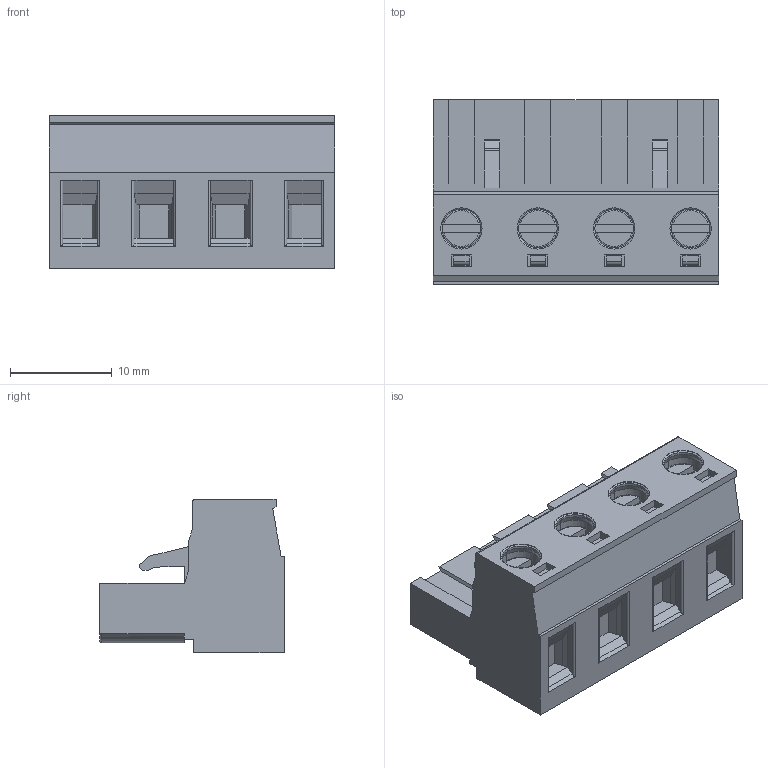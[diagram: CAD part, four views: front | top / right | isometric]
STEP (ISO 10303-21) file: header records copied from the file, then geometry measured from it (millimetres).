
FILE_DESCRIPTION((''),'2;1');
FILE_NAME('WJ2EDGK-750-4P','2017-03-15T',('QZY'),(''),'CREO PARAMETRIC BY PTC INC, 2014440','CREO PARAMETRIC BY PTC INC, 2014440','');
FILE_SCHEMA(('CONFIG_CONTROL_DESIGN'));
Length unit declared in the file: millimetre
Products named in the file (1): WJ2EDGK-750-4P
Bounding box: 28 x 18.1 x 15.05 mm (x, y, z)
Volume: 4594.3 mm3; surface area: 3078.1 mm2
Topology: 1 solids, 1 shells, 405 faces, 977 edges, 610 vertices
Faces by surface type: plane 255, cylinder 90, cone 32, torus 28
Entity records: 11816 total; most frequent: CARTESIAN_POINT 2200, DIRECTION 1995, ORIENTED_EDGE 1954, EDGE_CURVE 977, VECTOR 705, LINE 705, AXIS2_PLACEMENT_3D 645, VERTEX_POINT 610
